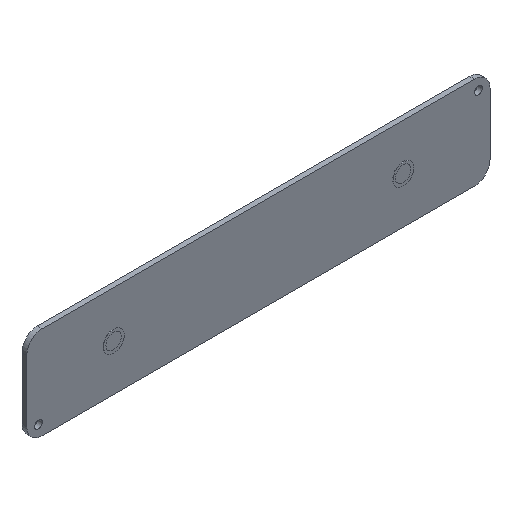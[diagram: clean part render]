
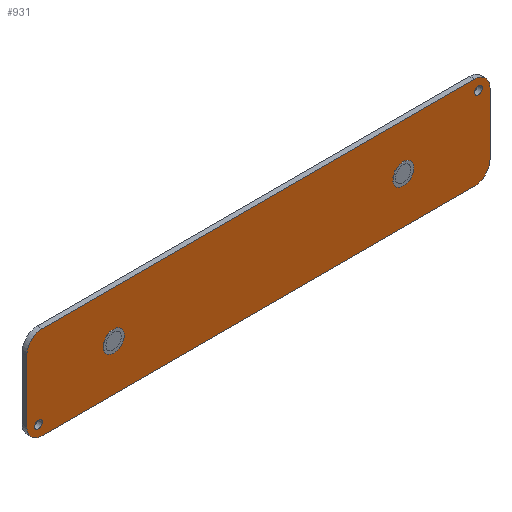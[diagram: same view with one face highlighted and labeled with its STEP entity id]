
A CAD part, isometric view. The second image highlights one B-rep face of the part: STEP entity #931.
In plain terms, the highlighted planar face has unit normal (0, -1, 0).
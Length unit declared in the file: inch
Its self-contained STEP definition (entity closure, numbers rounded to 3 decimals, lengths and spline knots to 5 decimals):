
#3 = ORIENTED_EDGE ( 'NONE', *, *, #234, .T. ) ;
#4 = ORIENTED_EDGE ( 'NONE', *, *, #137, .T. ) ;
#7 = CARTESIAN_POINT ( 'NONE',  ( 6.094, 0., -0.875 ) ) ;
#13 = ORIENTED_EDGE ( 'NONE', *, *, #55, .T. ) ;
#26 = ORIENTED_EDGE ( 'NONE', *, *, #1182, .T. ) ;
#39 = CARTESIAN_POINT ( 'NONE',  ( 7.25, 0., 0. ) ) ;
#53 = CARTESIAN_POINT ( 'NONE',  ( 0., 0., 0. ) ) ;
#55 = EDGE_CURVE ( 'NONE', #945, #933, #349, .T. ) ;
#70 = EDGE_CURVE ( 'NONE', #950, #671, #658, .T. ) ;
#74 = DIRECTION ( 'NONE',  ( 0., 1., 0. ) ) ;
#76 = CIRCLE ( 'NONE', #237, 0.25 ) ;
#87 = CARTESIAN_POINT ( 'NONE',  ( 7.3125, 0., -0.25 ) ) ;
#94 = VERTEX_POINT ( 'NONE', #87 ) ;
#96 = DIRECTION ( 'NONE',  ( 0., 0., -1. ) ) ;
#106 = ORIENTED_EDGE ( 'NONE', *, *, #70, .T. ) ;
#129 = CARTESIAN_POINT ( 'NONE',  ( 0.25, 0., 0. ) ) ;
#131 = DIRECTION ( 'NONE',  ( 0., -1., 0. ) ) ;
#137 = EDGE_CURVE ( 'NONE', #305, #305, #896, .T. ) ;
#173 = EDGE_LOOP ( 'NONE', ( #852 ) ) ;
#174 = LINE ( 'NONE', #916, #416 ) ;
#177 = VERTEX_POINT ( 'NONE', #616 ) ;
#192 = DIRECTION ( 'NONE',  ( 0., 0., -1. ) ) ;
#193 = ORIENTED_EDGE ( 'NONE', *, *, #420, .T. ) ;
#215 = VERTEX_POINT ( 'NONE', #129 ) ;
#223 = FACE_BOUND ( 'NONE', #843, .T. ) ;
#229 = DIRECTION ( 'NONE',  ( 0., -1., 0. ) ) ;
#234 = EDGE_CURVE ( 'NONE', #1117, #399, #1134, .T. ) ;
#237 = AXIS2_PLACEMENT_3D ( 'NONE', #770, #871, #660 ) ;
#238 = EDGE_CURVE ( 'NONE', #767, #767, #1073, .T. ) ;
#245 = CARTESIAN_POINT ( 'NONE',  ( 0., 0., 0. ) ) ;
#252 = AXIS2_PLACEMENT_3D ( 'NONE', #519, #892, #427 ) ;
#283 = CARTESIAN_POINT ( 'NONE',  ( 7.5, 0., 0. ) ) ;
#305 = VERTEX_POINT ( 'NONE', #585 ) ;
#315 = DIRECTION ( 'NONE',  ( 0., 0., -1. ) ) ;
#331 = EDGE_CURVE ( 'NONE', #215, #177, #76, .T. ) ;
#332 = LINE ( 'NONE', #245, #381 ) ;
#335 = DIRECTION ( 'NONE',  ( 0., -1., 0. ) ) ;
#349 = CIRCLE ( 'NONE', #619, 0.25 ) ;
#366 = EDGE_LOOP ( 'NONE', ( #26, #13, #471, #646, #649, #3, #935, #106 ) ) ;
#381 = VECTOR ( 'NONE', #710, 39.37008 ) ;
#390 = CARTESIAN_POINT ( 'NONE',  ( 0.25, 0., -1.25 ) ) ;
#399 = VERTEX_POINT ( 'NONE', #1051 ) ;
#400 = AXIS2_PLACEMENT_3D ( 'NONE', #390, #229, #96 ) ;
#416 = VECTOR ( 'NONE', #1010, 39.37008 ) ;
#420 = EDGE_CURVE ( 'NONE', #1136, #1136, #831, .T. ) ;
#427 = DIRECTION ( 'NONE',  ( 0., 0., -1. ) ) ;
#455 = LINE ( 'NONE', #997, #925 ) ;
#471 = ORIENTED_EDGE ( 'NONE', *, *, #545, .T. ) ;
#490 = VECTOR ( 'NONE', #1041, 39.37008 ) ;
#499 = FACE_BOUND ( 'NONE', #1021, .T. ) ;
#502 = DIRECTION ( 'NONE',  ( 0., 1., 0. ) ) ;
#519 = CARTESIAN_POINT ( 'NONE',  ( 7.25, 0., -1.25 ) ) ;
#524 = DIRECTION ( 'NONE',  ( 0., 0., -1. ) ) ;
#543 = AXIS2_PLACEMENT_3D ( 'NONE', #677, #502, #1154 ) ;
#545 = EDGE_CURVE ( 'NONE', #933, #215, #174, .T. ) ;
#553 = AXIS2_PLACEMENT_3D ( 'NONE', #984, #74, #1083 ) ;
#585 = CARTESIAN_POINT ( 'NONE',  ( 1.406, 0., -0.875 ) ) ;
#596 = PLANE ( 'NONE',  #769 ) ;
#597 = EDGE_CURVE ( 'NONE', #399, #950, #455, .T. ) ;
#604 = FACE_BOUND ( 'NONE', #648, .T. ) ;
#616 = CARTESIAN_POINT ( 'NONE',  ( 0., 0., -0.25 ) ) ;
#619 = AXIS2_PLACEMENT_3D ( 'NONE', #707, #335, #524 ) ;
#632 = CARTESIAN_POINT ( 'NONE',  ( 0., 0., -1.25 ) ) ;
#638 = ORIENTED_EDGE ( 'NONE', *, *, #879, .T. ) ;
#646 = ORIENTED_EDGE ( 'NONE', *, *, #331, .T. ) ;
#648 = EDGE_LOOP ( 'NONE', ( #193 ) ) ;
#649 = ORIENTED_EDGE ( 'NONE', *, *, #847, .T. ) ;
#658 = CIRCLE ( 'NONE', #252, 0.25 ) ;
#660 = DIRECTION ( 'NONE',  ( 0., 0., -1. ) ) ;
#665 = CARTESIAN_POINT ( 'NONE',  ( 7.5, 0., -1.25 ) ) ;
#671 = VERTEX_POINT ( 'NONE', #665 ) ;
#677 = CARTESIAN_POINT ( 'NONE',  ( 0.1875, 0., -1.3125 ) ) ;
#683 = AXIS2_PLACEMENT_3D ( 'NONE', #967, #785, #315 ) ;
#686 = DIRECTION ( 'NONE',  ( 0., 1., 0. ) ) ;
#687 = CARTESIAN_POINT ( 'NONE',  ( 7.5, 0., -0.25 ) ) ;
#707 = CARTESIAN_POINT ( 'NONE',  ( 7.25, 0., -0.25 ) ) ;
#710 = DIRECTION ( 'NONE',  ( 0., 0., -1. ) ) ;
#730 = CIRCLE ( 'NONE', #553, 0.0625 ) ;
#752 = CARTESIAN_POINT ( 'NONE',  ( 1.406, 0., -0.75 ) ) ;
#767 = VERTEX_POINT ( 'NONE', #867 ) ;
#769 = AXIS2_PLACEMENT_3D ( 'NONE', #53, #131, #1156 ) ;
#770 = CARTESIAN_POINT ( 'NONE',  ( 0.25, 0., -0.25 ) ) ;
#774 = FACE_BOUND ( 'NONE', #173, .T. ) ;
#785 = DIRECTION ( 'NONE',  ( 0., 1., 0. ) ) ;
#831 = CIRCLE ( 'NONE', #683, 0.125 ) ;
#843 = EDGE_LOOP ( 'NONE', ( #638 ) ) ;
#847 = EDGE_CURVE ( 'NONE', #177, #1117, #332, .T. ) ;
#852 = ORIENTED_EDGE ( 'NONE', *, *, #238, .T. ) ;
#867 = CARTESIAN_POINT ( 'NONE',  ( 0.1875, 0., -1.375 ) ) ;
#871 = DIRECTION ( 'NONE',  ( 0., -1., 0. ) ) ;
#879 = EDGE_CURVE ( 'NONE', #94, #94, #730, .T. ) ;
#892 = DIRECTION ( 'NONE',  ( 0., -1., 0. ) ) ;
#896 = CIRCLE ( 'NONE', #1061, 0.125 ) ;
#916 = CARTESIAN_POINT ( 'NONE',  ( 0., 0., 0. ) ) ;
#925 = VECTOR ( 'NONE', #1106, 39.37008 ) ;
#931 = ADVANCED_FACE ( 'NONE', ( #774, #223, #604, #499, #981 ), #596, .T. ) ;
#933 = VERTEX_POINT ( 'NONE', #39 ) ;
#935 = ORIENTED_EDGE ( 'NONE', *, *, #597, .T. ) ;
#945 = VERTEX_POINT ( 'NONE', #687 ) ;
#950 = VERTEX_POINT ( 'NONE', #1148 ) ;
#967 = CARTESIAN_POINT ( 'NONE',  ( 6.094, 0., -0.75 ) ) ;
#981 = FACE_OUTER_BOUND ( 'NONE', #366, .T. ) ;
#984 = CARTESIAN_POINT ( 'NONE',  ( 7.3125, 0., -0.1875 ) ) ;
#997 = CARTESIAN_POINT ( 'NONE',  ( 0., 0., -1.5 ) ) ;
#1010 = DIRECTION ( 'NONE',  ( -1., 0., 0. ) ) ;
#1021 = EDGE_LOOP ( 'NONE', ( #4 ) ) ;
#1041 = DIRECTION ( 'NONE',  ( 0., 0., 1. ) ) ;
#1051 = CARTESIAN_POINT ( 'NONE',  ( 0.25, 0., -1.5 ) ) ;
#1061 = AXIS2_PLACEMENT_3D ( 'NONE', #752, #686, #192 ) ;
#1073 = CIRCLE ( 'NONE', #543, 0.0625 ) ;
#1083 = DIRECTION ( 'NONE',  ( 0., 0., -1. ) ) ;
#1106 = DIRECTION ( 'NONE',  ( 1., 0., 0. ) ) ;
#1117 = VERTEX_POINT ( 'NONE', #632 ) ;
#1134 = CIRCLE ( 'NONE', #400, 0.25 ) ;
#1136 = VERTEX_POINT ( 'NONE', #7 ) ;
#1148 = CARTESIAN_POINT ( 'NONE',  ( 7.25, 0., -1.5 ) ) ;
#1154 = DIRECTION ( 'NONE',  ( 0., 0., -1. ) ) ;
#1156 = DIRECTION ( 'NONE',  ( 0., 0., -1. ) ) ;
#1182 = EDGE_CURVE ( 'NONE', #671, #945, #1184, .T. ) ;
#1184 = LINE ( 'NONE', #283, #490 ) ;
